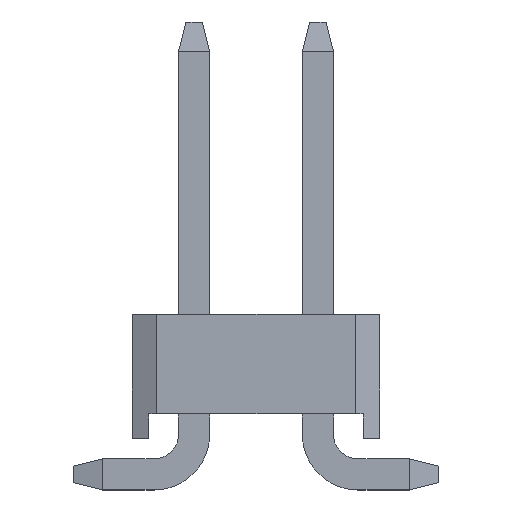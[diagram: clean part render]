
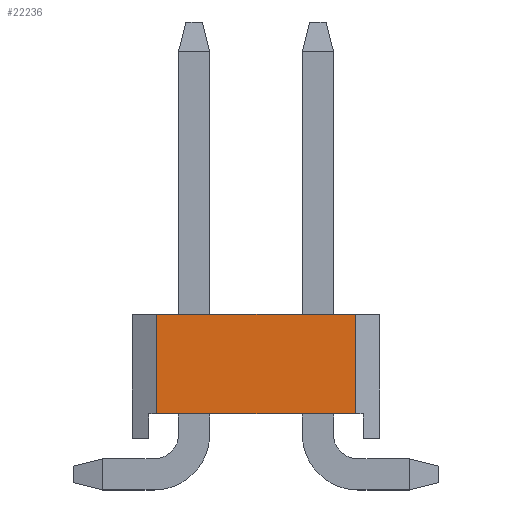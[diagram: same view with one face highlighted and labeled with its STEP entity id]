
A CAD part, front view. The second image highlights one B-rep face of the part: STEP entity #22236.
In plain terms, the highlighted face is planar.
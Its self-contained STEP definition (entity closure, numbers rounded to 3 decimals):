
#1388=ORIENTED_EDGE('',*,*,#5530,.F.);
#1389=ORIENTED_EDGE('',*,*,#4866,.T.);
#1390=ORIENTED_EDGE('',*,*,#5583,.T.);
#1391=ORIENTED_EDGE('',*,*,#5309,.T.);
#4866=EDGE_CURVE('',#7151,#7150,#8582,.T.);
#5309=EDGE_CURVE('',#7543,#7542,#9025,.T.);
#5530=EDGE_CURVE('',#7151,#7542,#9246,.T.);
#5583=EDGE_CURVE('',#7150,#7543,#9299,.T.);
#7150=VERTEX_POINT('',#28513);
#7151=VERTEX_POINT('',#28515);
#7542=VERTEX_POINT('',#29400);
#7543=VERTEX_POINT('',#29402);
#8582=LINE('',#28514,#10730);
#9025=LINE('',#29401,#11173);
#9246=LINE('',#29809,#11394);
#9299=LINE('',#29896,#11447);
#10730=VECTOR('',#24194,1000.);
#11173=VECTOR('',#24741,1000.);
#11394=VECTOR('',#25030,1000.);
#11447=VECTOR('',#25151,1000.);
#13014=EDGE_LOOP('',(#1388,#1389,#1390,#1391));
#14004=FACE_BOUND('',#13014,.T.);
#14926=PLANE('',#23165);
#22236=ADVANCED_FACE('',(#14004),#14926,.T.);
#23165=AXIS2_PLACEMENT_3D('',#29897,#25152,#25153);
#24194=DIRECTION('',(0.,-1.,0.));
#24741=DIRECTION('',(0.,1.,0.));
#25030=DIRECTION('',(0.,0.,1.));
#25151=DIRECTION('',(0.,0.,1.));
#25152=DIRECTION('',(-1.,0.,0.));
#25153=DIRECTION('',(0.,0.,1.));
#28513=CARTESIAN_POINT('',(-21.59,-2.04,-0.77));
#28514=CARTESIAN_POINT('',(-21.59,-2.54,-0.77));
#28515=CARTESIAN_POINT('',(-21.59,2.04,-0.77));
#29400=CARTESIAN_POINT('',(-21.59,2.04,1.27));
#29401=CARTESIAN_POINT('',(-21.59,-2.54,1.27));
#29402=CARTESIAN_POINT('',(-21.59,-2.04,1.27));
#29809=CARTESIAN_POINT('',(-21.59,2.04,-42.53));
#29896=CARTESIAN_POINT('',(-21.59,-2.04,-42.53));
#29897=CARTESIAN_POINT('',(-21.59,-2.54,-1.27));
